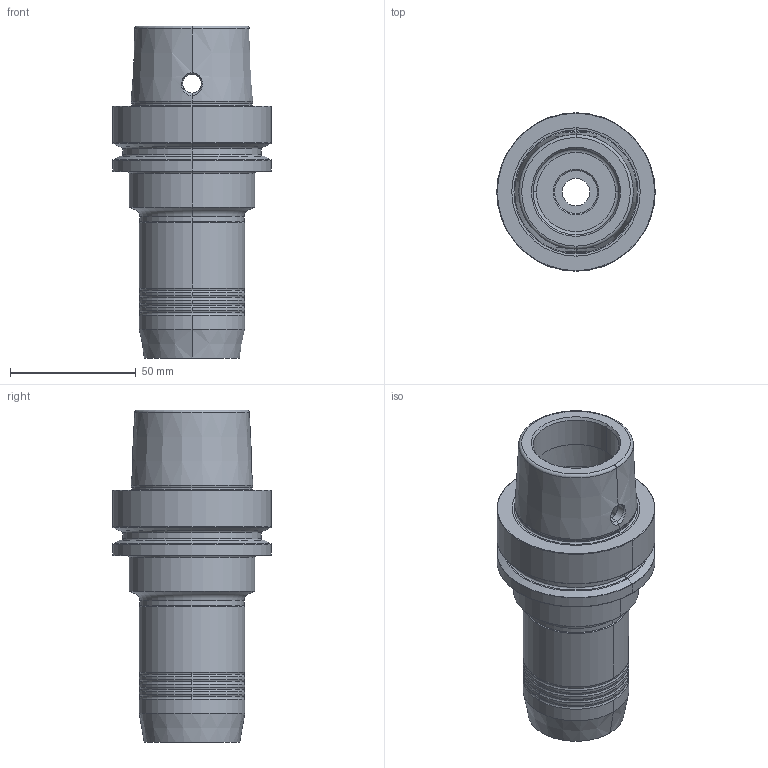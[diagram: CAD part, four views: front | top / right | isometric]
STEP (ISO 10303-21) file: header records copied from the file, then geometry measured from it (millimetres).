
FILE_DESCRIPTION (( 'STEP AP214' ), '1' );
FILE_NAME ('77.E63.020 x=100_step.STEP', '2022-04-12T10:41:39', ( '' ), ( '' ), 'SwSTEP 2.0', 'SolidWorks 2018', '' );
FILE_SCHEMA (( 'AUTOMOTIVE_DESIGN' ));
Length unit declared in the file: millimetre
Products named in the file (1): 77.E63.020 x=100_step
Bounding box: 62.94 x 62.94 x 131.9 mm (x, y, z)
Volume: 175526.1 mm3; surface area: 36021.8 mm2
Topology: 1 solids, 1 shells, 135 faces, 301 edges, 171 vertices
Faces by surface type: torus 52, cylinder 41, cone 30, plane 12
Entity records: 4313 total; most frequent: CARTESIAN_POINT 926, DIRECTION 767, ORIENTED_EDGE 598, AXIS2_PLACEMENT_3D 345, EDGE_CURVE 299, CIRCLE 209, VERTEX_POINT 171, EDGE_LOOP 146
